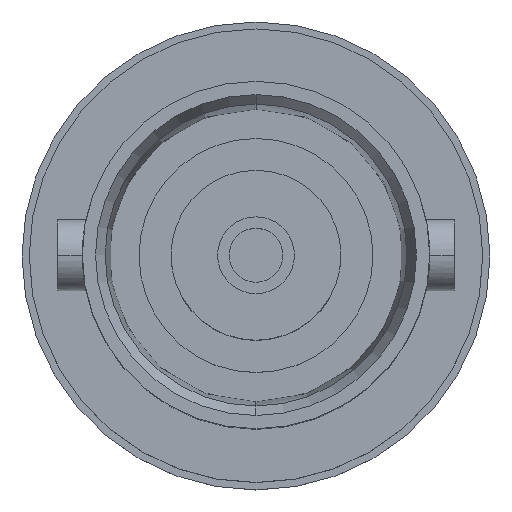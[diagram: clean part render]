
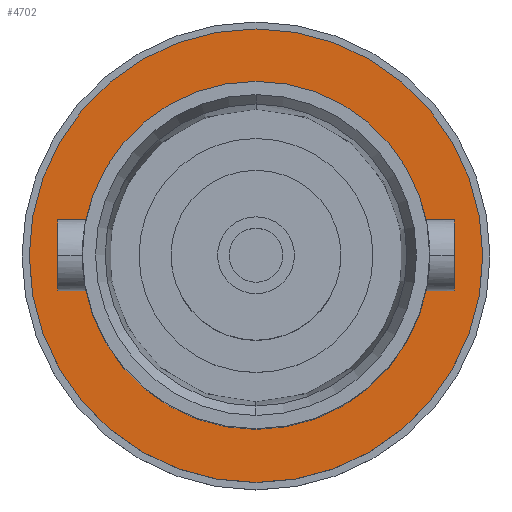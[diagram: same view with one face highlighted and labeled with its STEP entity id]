
A CAD part, top view. The second image highlights one B-rep face of the part: STEP entity #4702.
In plain terms, the highlighted planar face has unit normal (0, 0, 1).
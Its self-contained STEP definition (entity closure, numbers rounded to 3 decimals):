
#361 = VERTEX_POINT ( 'NONE', #4173 ) ;
#617 = DIRECTION ( 'NONE',  ( 0., 0., 1. ) ) ;
#779 = CARTESIAN_POINT ( 'NONE',  ( 6.3, 0., -11. ) ) ;
#1556 = CARTESIAN_POINT ( 'NONE',  ( -4.825, 0., -11. ) ) ;
#1719 = PLANE ( 'NONE',  #5134 ) ;
#1781 = CARTESIAN_POINT ( 'NONE',  ( 4.825, 0., -11. ) ) ;
#1855 = EDGE_CURVE ( 'NONE', #361, #2634, #8055, .T. ) ;
#2196 = EDGE_CURVE ( 'NONE', #7571, #5000, #10613, .T. ) ;
#2634 = VERTEX_POINT ( 'NONE', #779 ) ;
#2712 = CARTESIAN_POINT ( 'NONE',  ( 0., 0., -11. ) ) ;
#2763 = CIRCLE ( 'NONE', #11349, 4.825 ) ;
#3347 = DIRECTION ( 'NONE',  ( 1., 0., 0. ) ) ;
#3848 = ORIENTED_EDGE ( 'NONE', *, *, #2196, .F. ) ;
#4093 = ORIENTED_EDGE ( 'NONE', *, *, #7551, .T. ) ;
#4173 = CARTESIAN_POINT ( 'NONE',  ( -6.3, 0., -11. ) ) ;
#4702 = ADVANCED_FACE ( 'NONE', ( #9296, #5090 ), #1719, .T. ) ;
#4986 = EDGE_CURVE ( 'NONE', #5000, #7571, #2763, .T. ) ;
#5000 = VERTEX_POINT ( 'NONE', #1556 ) ;
#5090 = FACE_OUTER_BOUND ( 'NONE', #5453, .T. ) ;
#5128 = AXIS2_PLACEMENT_3D ( 'NONE', #9342, #8556, #11240 ) ;
#5134 = AXIS2_PLACEMENT_3D ( 'NONE', #7398, #10070, #6399 ) ;
#5249 = CARTESIAN_POINT ( 'NONE',  ( 0., 0., -11. ) ) ;
#5297 = DIRECTION ( 'NONE',  ( 0., 0., 1. ) ) ;
#5453 = EDGE_LOOP ( 'NONE', ( #4093, #11818 ) ) ;
#6399 = DIRECTION ( 'NONE',  ( 1., 0., 0. ) ) ;
#7083 = CARTESIAN_POINT ( 'NONE',  ( 0., 0., -11. ) ) ;
#7398 = CARTESIAN_POINT ( 'NONE',  ( 0., 0., -11. ) ) ;
#7551 = EDGE_CURVE ( 'NONE', #2634, #361, #8636, .T. ) ;
#7571 = VERTEX_POINT ( 'NONE', #1781 ) ;
#8055 = CIRCLE ( 'NONE', #8479, 6.3 ) ;
#8293 = DIRECTION ( 'NONE',  ( 1., 0., 0. ) ) ;
#8332 = DIRECTION ( 'NONE',  ( 0., 0., 1. ) ) ;
#8479 = AXIS2_PLACEMENT_3D ( 'NONE', #5249, #5297, #3347 ) ;
#8556 = DIRECTION ( 'NONE',  ( 0., 0., 1. ) ) ;
#8636 = CIRCLE ( 'NONE', #9656, 6.3 ) ;
#9296 = FACE_BOUND ( 'NONE', #9361, .T. ) ;
#9342 = CARTESIAN_POINT ( 'NONE',  ( 0., 0., -11. ) ) ;
#9361 = EDGE_LOOP ( 'NONE', ( #3848, #9811 ) ) ;
#9656 = AXIS2_PLACEMENT_3D ( 'NONE', #2712, #8332, #8293 ) ;
#9811 = ORIENTED_EDGE ( 'NONE', *, *, #4986, .F. ) ;
#10070 = DIRECTION ( 'NONE',  ( 0., 0., 1. ) ) ;
#10613 = CIRCLE ( 'NONE', #5128, 4.825 ) ;
#10876 = DIRECTION ( 'NONE',  ( 1., 0., 0. ) ) ;
#11240 = DIRECTION ( 'NONE',  ( 1., 0., 0. ) ) ;
#11349 = AXIS2_PLACEMENT_3D ( 'NONE', #7083, #617, #10876 ) ;
#11818 = ORIENTED_EDGE ( 'NONE', *, *, #1855, .T. ) ;
